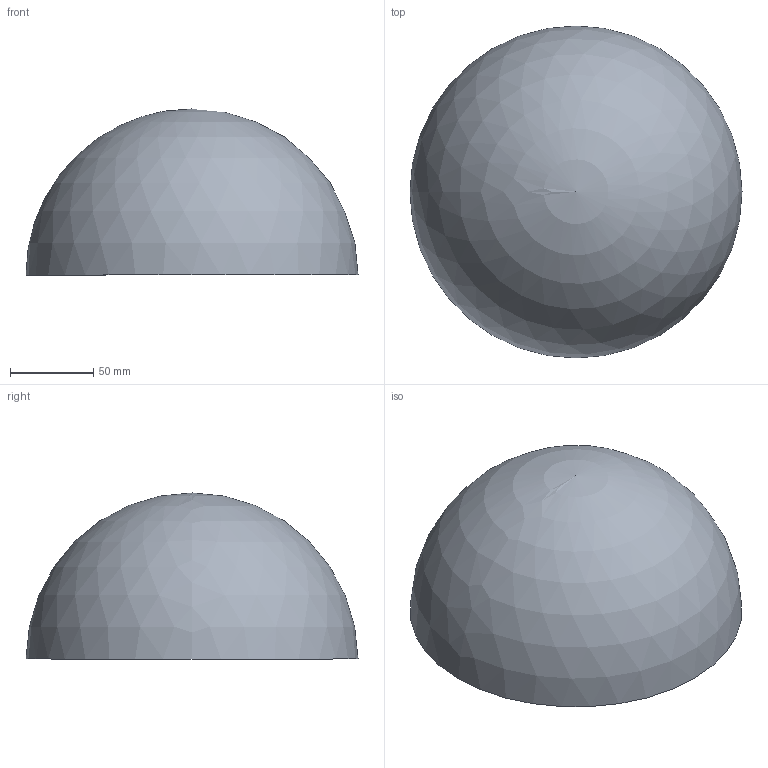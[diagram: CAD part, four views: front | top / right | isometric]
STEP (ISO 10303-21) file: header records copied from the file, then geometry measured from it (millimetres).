
FILE_DESCRIPTION (( 'STEP AP203' ), '1' );
FILE_NAME ('620200-VA.step', '2020-07-15T11:52:19', ( '' ), ( '' ), 'SwSTEP 2.0', 'SolidWorks 2018', '' );
FILE_SCHEMA (( 'CONFIG_CONTROL_DESIGN' ));
Length unit declared in the file: millimetre
Products named in the file (1): 620200-VA
Bounding box: 200 x 200 x 100 mm (x, y, z)
Volume: 123167.1 mm3; surface area: 124424.2 mm2
Topology: 1 solids, 1 shells, 215 faces, 569 edges, 380 vertices
Faces by surface type: bspline 96, plane 92, sphere 27
Entity records: 10944 total; most frequent: CARTESIAN_POINT 6021, ORIENTED_EDGE 1130, DIRECTION 799, EDGE_CURVE 565, VERTEX_POINT 378, AXIS2_PLACEMENT_3D 306, EDGE_LOOP 241, ADVANCED_FACE 215
